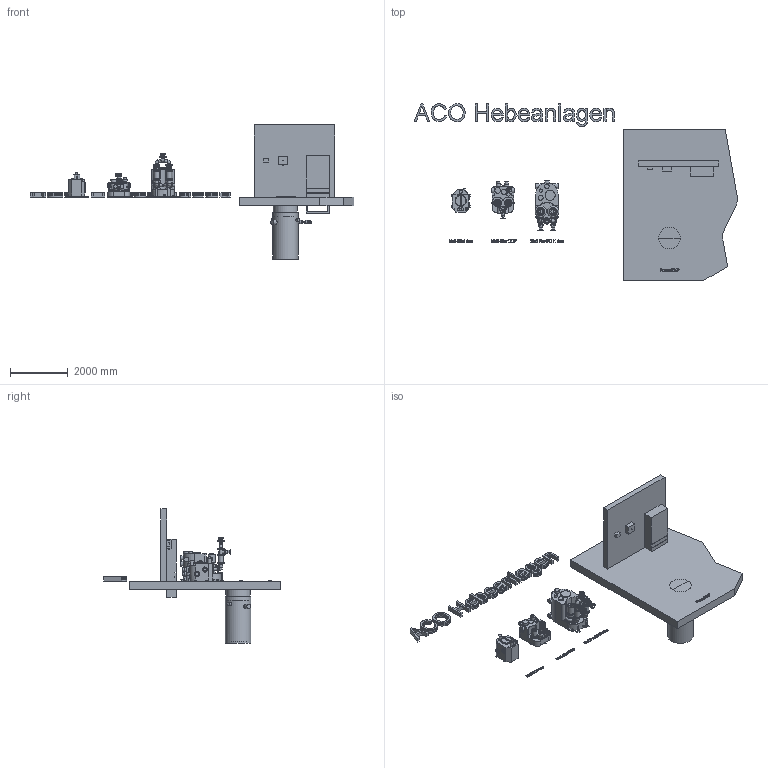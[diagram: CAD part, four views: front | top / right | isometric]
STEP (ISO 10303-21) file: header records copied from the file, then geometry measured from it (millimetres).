
FILE_DESCRIPTION(/* description */ (''),/* implementation_level */ '2;1');
FILE_NAME(/* name */ 'ACOHebeanlagen.step',/* time_stamp */ '2024-03-12T15:06:55+01:00',/* author */ ('ndmes'),/* organization */ (''),/* preprocessor_version */ 'ST-DEVELOPER v18.1',/* originating_system */ 'Autodesk Inventor 2022',/* authorisation */ '');
FILE_SCHEMA (('CONFIG_CONTROL_DESIGN'));
Products named in the file (98): ACOHebeanlagen; ACOHebeanlagen_1; ACOHebeanlagen_1_1; ACOHebeanlagen_2; ACOHebeanlagen_3; ACOHebeanlagen_4; ACOHebeanlagen_5; ACOHebeanlagen_6; ACOHebeanlagen_7; ACOHebeanlagen_8; ACOHebeanlagen_9; ACOHebeanlagen_10; ACOHebeanlagen_11; ACOHebeanlagen_12; ACOHebeanlagen_13; ACOHebeanlagen_14; ACOHebeanlagen_15; ACOHebeanlagen_16; ACOHebeanlagen_17; ACOHebeanlagen_18; ACOHebeanlagen_19; ACOHebeanlagen_20; ACOHebeanlagen_21; ACOHebeanlagen_22; ACOHebeanlagen_23; ACOHebeanlagen_24; ACOHebeanlagen_25; ACOHebeanlagen_26; ACOHebeanlagen_27; ACOHebeanlagen_28; ACOHebeanlagen_29; ACOHebeanlagen_30; ACOHebeanlagen_31; ACOHebeanlagen_32; ACOHebeanlagen_33; ACOHebeanlagen_34; ACOHebeanlagen_35; ACOHebeanlagen_36; ACOHebeanlagen_37; ACOHebeanlagen_38 ...
Assembly tree (97 placements, depth 2):
  ACOHebeanlagen
    ACOHebeanlagen_1
    ACOHebeanlagen_1_1
    ACOHebeanlagen_2
    ACOHebeanlagen_3
    ACOHebeanlagen_4
    ACOHebeanlagen_5
    ACOHebeanlagen_6
    ACOHebeanlagen_7
    ACOHebeanlagen_8
    ACOHebeanlagen_9
    ACOHebeanlagen_10
    ACOHebeanlagen_11
    ACOHebeanlagen_12
    ACOHebeanlagen_13
    ACOHebeanlagen_14
    ACOHebeanlagen_15
    ACOHebeanlagen_16
    ACOHebeanlagen_17
    ACOHebeanlagen_18
    ACOHebeanlagen_19
    ACOHebeanlagen_20
    ACOHebeanlagen_21
    ACOHebeanlagen_22
    ACOHebeanlagen_23
    ACOHebeanlagen_24
    ACOHebeanlagen_25
    ACOHebeanlagen_26
    ACOHebeanlagen_27
    ACOHebeanlagen_28
    ACOHebeanlagen_29
    ACOHebeanlagen_30
    ACOHebeanlagen_31
    ACOHebeanlagen_32
    ACOHebeanlagen_33
    ACOHebeanlagen_34
    ACOHebeanlagen_35
    ACOHebeanlagen_36
    ACOHebeanlagen_37
    ACOHebeanlagen_38
    ACOHebeanlagen_39
    ACOHebeanlagen_40
    ACOHebeanlagen_41
    ACOHebeanlagen_42
    ACOHebeanlagen_43
    ACOHebeanlagen_44
    ACOHebeanlagen_45
    ACOHebeanlagen_46
    ACOHebeanlagen_47
    ACOHebeanlagen_48
    ACOHebeanlagen_49
    ACOHebeanlagen_50
    ACOHebeanlagen_51
    ACOHebeanlagen_52
    ACOHebeanlagen_53
    ACOHebeanlagen_54
    ACOHebeanlagen_55
    ACOHebeanlagen_56
    ACOHebeanlagen_57
    ACOHebeanlagen_58
Bounding box: 11234.13 x 6126.36 x 4649.06 mm (x, y, z)
Volume: 9441922027.4 mm3; surface area: 110915105.2 mm2
Topology: 167 solids, 167 shells, 2756 faces, 7014 edges, 4613 vertices
Faces by surface type: plane 2438, cylinder 267, cone 25, torus 17, bspline 6, sphere 3
Full cylindrical faces by diameter (mm): 10 x7, 12 x1, 14 x2, 20 x4, 22 x3, 24 x2, 30 x1, 50 x8, 55 x3, 59.85 x1, 60 x1, 63 x4, 70 x1, 75 x4, 75.6 x2, 77.039 x2, 79.1 x1, 80 x2, 81.211 x2, 100 x3, 101.7 x2, 105.99 x1, 107.84 x1, 110 x13, 112 x6, 113.717 x3, 114.3 x7, 116.996 x1, 119 x4, 123 x1
Entity records: 88274 total; most frequent: CARTESIAN_POINT 16061, ORIENTED_EDGE 14020, DIRECTION 13773, EDGE_CURVE 7010, LINE 6037, VECTOR 6037, VERTEX_POINT 4613, AXIS2_PLACEMENT_3D 3868
